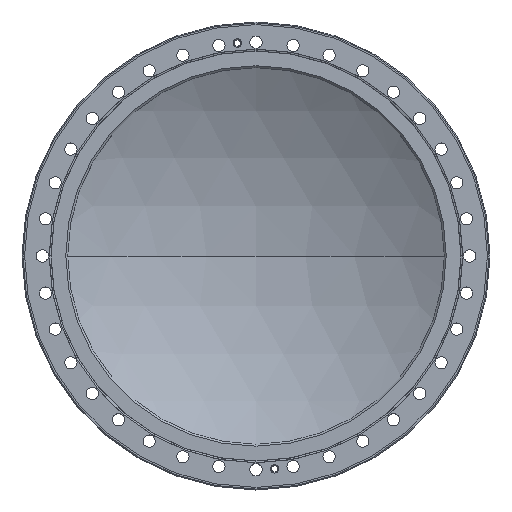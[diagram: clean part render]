
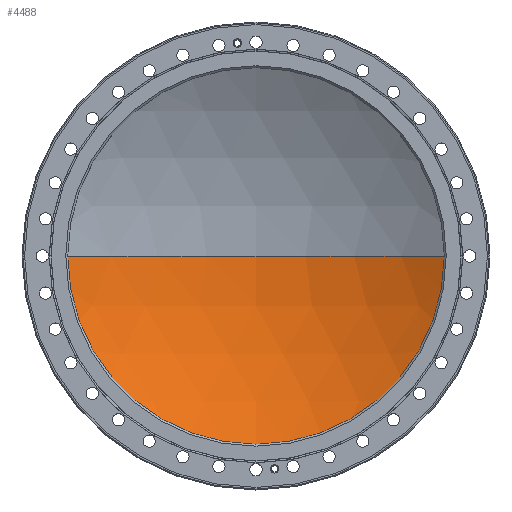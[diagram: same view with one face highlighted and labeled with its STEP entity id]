
A CAD part, top view. The second image highlights one B-rep face of the part: STEP entity #4488.
In plain terms, the highlighted spherical face has radius 394.023 mm.
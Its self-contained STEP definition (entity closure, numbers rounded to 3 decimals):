
#30 = DIRECTION ( 'NONE',  ( 0., 0., 1. ) ) ;
#40 = EDGE_CURVE ( 'NONE', #2121, #2368, #1665, .T. ) ;
#46 = CARTESIAN_POINT ( 'NONE',  ( 0., 0., -27. ) ) ;
#106 = DIRECTION ( 'NONE',  ( 0., -1., 0. ) ) ;
#478 = CARTESIAN_POINT ( 'NONE',  ( 0., -201.466, -27. ) ) ;
#540 = ORIENTED_EDGE ( 'NONE', *, *, #5749, .F. ) ;
#559 = DIRECTION ( 'NONE',  ( 0., -1., 0. ) ) ;
#563 = CARTESIAN_POINT ( 'NONE',  ( 0., 0., -27. ) ) ;
#580 = CIRCLE ( 'NONE', #6123, 201.466 ) ;
#700 = CARTESIAN_POINT ( 'NONE',  ( 201.466, 0., -27. ) ) ;
#803 = EDGE_CURVE ( 'NONE', #5482, #2410, #4201, .T. ) ;
#928 = DIRECTION ( 'NONE',  ( 0., 1., 0. ) ) ;
#1051 = CARTESIAN_POINT ( 'NONE',  ( -201.466, 0., -27. ) ) ;
#1279 = CARTESIAN_POINT ( 'NONE',  ( 0., 0., -82.4 ) ) ;
#1543 = DIRECTION ( 'NONE',  ( 1., 0., 0. ) ) ;
#1665 = CIRCLE ( 'NONE', #4776, 201.466 ) ;
#1716 = AXIS2_PLACEMENT_3D ( 'NONE', #2226, #928, #1543 ) ;
#1860 = CIRCLE ( 'NONE', #1989, 394.023 ) ;
#1989 = AXIS2_PLACEMENT_3D ( 'NONE', #3038, #3021, #2591 ) ;
#2078 = EDGE_CURVE ( 'NONE', #2410, #2121, #580, .T. ) ;
#2121 = VERTEX_POINT ( 'NONE', #478 ) ;
#2226 = CARTESIAN_POINT ( 'NONE',  ( 0., 0., 311.623 ) ) ;
#2368 = VERTEX_POINT ( 'NONE', #700 ) ;
#2410 = VERTEX_POINT ( 'NONE', #1051 ) ;
#2591 = DIRECTION ( 'NONE',  ( 0., 0., -1. ) ) ;
#2613 = AXIS2_PLACEMENT_3D ( 'NONE', #2755, #2684, #2631 ) ;
#2631 = DIRECTION ( 'NONE',  ( -1., 0., 0. ) ) ;
#2684 = DIRECTION ( 'NONE',  ( 0., 1., 0. ) ) ;
#2700 = ORIENTED_EDGE ( 'NONE', *, *, #40, .T. ) ;
#2755 = CARTESIAN_POINT ( 'NONE',  ( 0., 0., 311.623 ) ) ;
#2772 = ORIENTED_EDGE ( 'NONE', *, *, #2078, .T. ) ;
#2947 = DIRECTION ( 'NONE',  ( 0., 0., 1. ) ) ;
#3021 = DIRECTION ( 'NONE',  ( 0., -1., 0. ) ) ;
#3038 = CARTESIAN_POINT ( 'NONE',  ( 0., 0., 311.623 ) ) ;
#3136 = ORIENTED_EDGE ( 'NONE', *, *, #803, .T. ) ;
#3391 = SPHERICAL_SURFACE ( 'NONE', #1716, 394.023 ) ;
#3830 = FACE_OUTER_BOUND ( 'NONE', #5306, .T. ) ;
#4201 = CIRCLE ( 'NONE', #2613, 394.023 ) ;
#4488 = ADVANCED_FACE ( 'NONE', ( #3830 ), #3391, .F. ) ;
#4776 = AXIS2_PLACEMENT_3D ( 'NONE', #46, #30, #106 ) ;
#5306 = EDGE_LOOP ( 'NONE', ( #540, #3136, #2772, #2700 ) ) ;
#5482 = VERTEX_POINT ( 'NONE', #1279 ) ;
#5749 = EDGE_CURVE ( 'NONE', #5482, #2368, #1860, .T. ) ;
#6123 = AXIS2_PLACEMENT_3D ( 'NONE', #563, #2947, #559 ) ;
